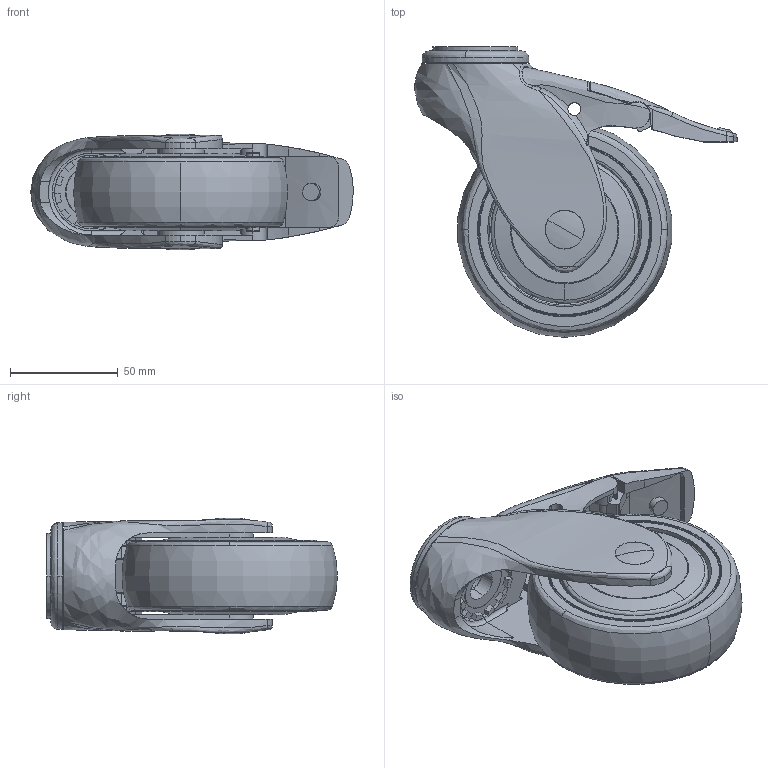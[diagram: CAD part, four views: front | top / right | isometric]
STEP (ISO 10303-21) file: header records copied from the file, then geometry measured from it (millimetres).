
FILE_DESCRIPTION (( 'STEP AP214' ), '1' );
FILE_NAME ('0040554.step', '2021-03-04T09:44:01', ( '' ), ( '' ), 'SwSTEP 2.0', 'SolidWorks 2020', '' );
FILE_SCHEMA (( 'AUTOMOTIVE_DESIGN' ));
Length unit declared in the file: millimetre
Products named in the file (1): 0040554
Bounding box: 149.79 x 135 x 53.81 mm (x, y, z)
Volume: 283276.1 mm3; surface area: 106443 mm2
Topology: 10 solids, 16 shells, 632 faces, 1781 edges, 1169 vertices
Faces by surface type: cylinder 205, plane 201, bspline 188, cone 36, torus 2
Entity records: 49918 total; most frequent: CARTESIAN_POINT 32837, ORIENTED_EDGE 3498, DIRECTION 2544, EDGE_CURVE 1749, VERTEX_POINT 1167, AXIS2_PLACEMENT_3D 986, EDGE_LOOP 688, ADVANCED_FACE 632
